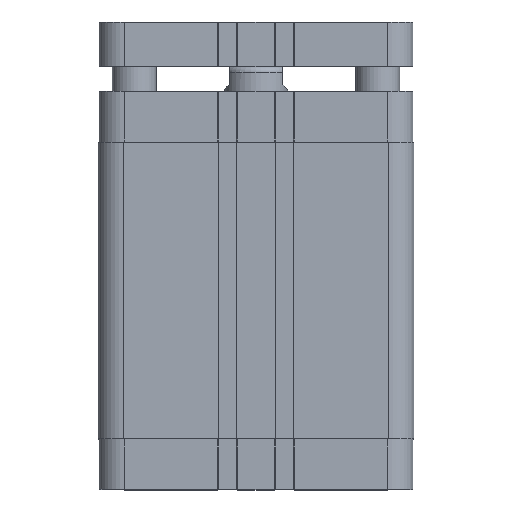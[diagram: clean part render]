
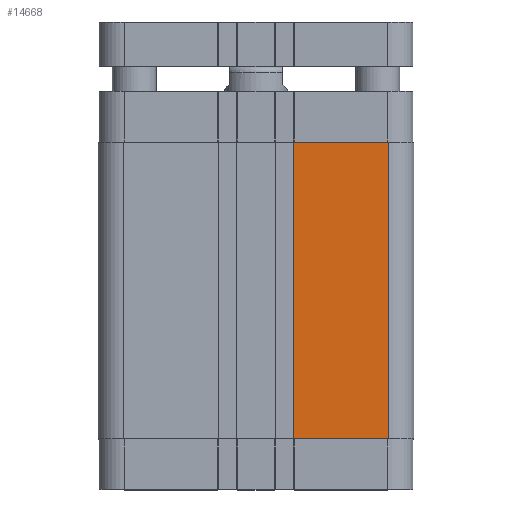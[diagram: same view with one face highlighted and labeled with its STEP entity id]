
A CAD part, top view. The second image highlights one B-rep face of the part: STEP entity #14668.
In plain terms, the highlighted planar face has unit normal (0, 0, 1).
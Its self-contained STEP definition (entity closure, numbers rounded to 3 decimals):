
#12128=CARTESIAN_POINT('',(11.75,47.0,50.));
#12129=VERTEX_POINT('',#12128);
#12136=CARTESIAN_POINT('',(42.,47.0,50.));
#12137=VERTEX_POINT('',#12136);
#12138=CARTESIAN_POINT('',(42.,47.0,50.));
#12139=DIRECTION('',(-1.0,0.0,0.0));
#12140=VECTOR('',#12139,30.25);
#12141=LINE('',#12138,#12140);
#12142=EDGE_CURVE('',#12137,#12129,#12141,.T.);
#14062=CARTESIAN_POINT('',(42.,-47.0,50.));
#14063=VERTEX_POINT('',#14062);
#14071=CARTESIAN_POINT('',(11.75,-47.0,50.));
#14072=VERTEX_POINT('',#14071);
#14073=CARTESIAN_POINT('',(11.75,-47.0,50.));
#14074=DIRECTION('',(1.0,0.0,0.0));
#14075=VECTOR('',#14074,30.25);
#14076=LINE('',#14073,#14075);
#14077=EDGE_CURVE('',#14072,#14063,#14076,.T.);
#14641=CARTESIAN_POINT('',(42.,-47.0,50.));
#14642=DIRECTION('',(0.0,1.0,0.0));
#14643=VECTOR('',#14642,94.0);
#14644=LINE('',#14641,#14643);
#14645=EDGE_CURVE('',#14063,#12137,#14644,.T.);
#14652=CARTESIAN_POINT('',(42.,0.0,50.));
#14653=DIRECTION('',(0.0,0.0,1.0));
#14654=DIRECTION('',(1.0,0.0,0.0));
#14655=AXIS2_PLACEMENT_3D('',#14652,#14653,#14654);
#14656=PLANE('',#14655);
#14657=ORIENTED_EDGE('',*,*,#12142,.T.);
#14658=CARTESIAN_POINT('',(11.75,-47.0,50.));
#14659=DIRECTION('',(0.0,1.0,0.0));
#14660=VECTOR('',#14659,94.0);
#14661=LINE('',#14658,#14660);
#14662=EDGE_CURVE('',#14072,#12129,#14661,.T.);
#14663=ORIENTED_EDGE('',*,*,#14662,.F.);
#14664=ORIENTED_EDGE('',*,*,#14077,.T.);
#14665=ORIENTED_EDGE('',*,*,#14645,.T.);
#14666=EDGE_LOOP('',(#14657,#14663,#14664,#14665));
#14667=FACE_OUTER_BOUND('',#14666,.T.);
#14668=ADVANCED_FACE('',(#14667),#14656,.T.);
